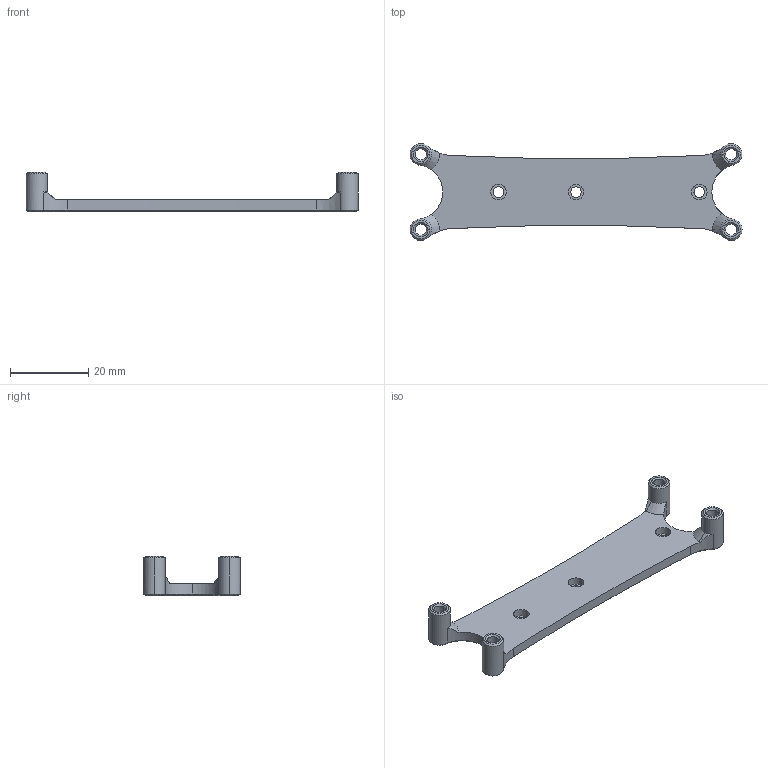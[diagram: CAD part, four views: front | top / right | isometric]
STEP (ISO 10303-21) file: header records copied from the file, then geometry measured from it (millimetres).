
FILE_DESCRIPTION (( 'STEP AP203' ), '1' );
FILE_NAME ('U2C Mounting Universal.STEP', '2022-07-20T12:33:31', ( '' ), ( '' ), 'SwSTEP 2.0', 'SolidWorks 2020', '' );
FILE_SCHEMA (( 'CONFIG_CONTROL_DESIGN' ));
Length unit declared in the file: millimetre
Products named in the file (1): U2C Mounting Universal
Bounding box: 84.83 x 24.73 x 10 mm (x, y, z)
Volume: 4485.9 mm3; surface area: 4242 mm2
Topology: 1 solids, 1 shells, 97 faces, 230 edges, 138 vertices
Faces by surface type: cone 51, cylinder 37, plane 9
Entity records: 2981 total; most frequent: CARTESIAN_POINT 556, DIRECTION 548, ORIENTED_EDGE 460, AXIS2_PLACEMENT_3D 232, EDGE_CURVE 230, VERTEX_POINT 138, CIRCLE 134, EDGE_LOOP 114
